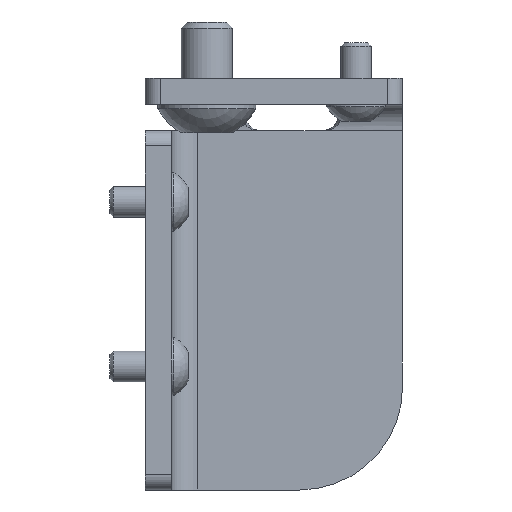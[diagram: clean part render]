
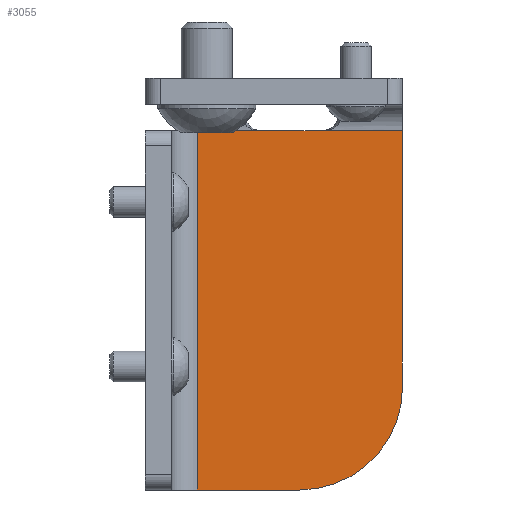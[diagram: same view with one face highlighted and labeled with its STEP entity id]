
A CAD part, left-side view. The second image highlights one B-rep face of the part: STEP entity #3055.
In plain terms, the highlighted face is planar.
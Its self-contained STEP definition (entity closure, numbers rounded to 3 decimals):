
#212=PLANE('',#3445);
#445=LINE('',#5353,#673);
#458=LINE('',#5552,#686);
#459=LINE('',#5557,#687);
#476=LINE('',#5610,#704);
#479=LINE('',#5618,#707);
#480=LINE('',#5622,#708);
#673=VECTOR('',#4225,10.);
#686=VECTOR('',#4262,10.);
#687=VECTOR('',#4269,10.);
#704=VECTOR('',#4336,10.);
#707=VECTOR('',#4345,10.);
#708=VECTOR('',#4350,10.);
#953=FACE_OUTER_BOUND('',#1181,.T.);
#1181=EDGE_LOOP('',(#2789,#2790,#2791,#2792,#2793,#2794,#2795));
#1331=CIRCLE('',#3446,10.);
#1565=VERTEX_POINT('',#5350);
#1566=VERTEX_POINT('',#5352);
#1580=VERTEX_POINT('',#5551);
#1581=VERTEX_POINT('',#5555);
#1592=VERTEX_POINT('',#5601);
#1594=VERTEX_POINT('',#5616);
#1595=VERTEX_POINT('',#5620);
#1940=EDGE_CURVE('',#1565,#1566,#445,.T.);
#1967=EDGE_CURVE('',#1566,#1580,#458,.T.);
#1970=EDGE_CURVE('',#1581,#1565,#459,.T.);
#1998=EDGE_CURVE('',#1592,#1581,#476,.T.);
#2001=EDGE_CURVE('',#1594,#1592,#479,.T.);
#2002=EDGE_CURVE('',#1595,#1594,#1331,.T.);
#2003=EDGE_CURVE('',#1580,#1595,#480,.T.);
#2789=ORIENTED_EDGE('',*,*,#1998,.F.);
#2790=ORIENTED_EDGE('',*,*,#2001,.F.);
#2791=ORIENTED_EDGE('',*,*,#2002,.F.);
#2792=ORIENTED_EDGE('',*,*,#2003,.F.);
#2793=ORIENTED_EDGE('',*,*,#1967,.F.);
#2794=ORIENTED_EDGE('',*,*,#1940,.F.);
#2795=ORIENTED_EDGE('',*,*,#1970,.F.);
#3055=ADVANCED_FACE('',(#953),#212,.F.);
#3445=AXIS2_PLACEMENT_3D('',#5619,#4346,#4347);
#3446=AXIS2_PLACEMENT_3D('',#5621,#4348,#4349);
#4225=DIRECTION('',(0.,-1.,0.));
#4262=DIRECTION('',(0.,-1.,0.));
#4269=DIRECTION('',(0.,-1.,0.));
#4336=DIRECTION('',(0.,0.,-1.));
#4345=DIRECTION('',(0.,1.,0.));
#4346=DIRECTION('center_axis',(-1.,0.,0.));
#4347=DIRECTION('ref_axis',(0.,0.,-1.));
#4348=DIRECTION('center_axis',(-1.,0.,0.));
#4349=DIRECTION('ref_axis',(0.,-1.,0.));
#4350=DIRECTION('',(0.,0.,1.));
#5350=CARTESIAN_POINT('',(2.54,-11.1,5.08));
#5352=CARTESIAN_POINT('',(2.54,-17.4,5.08));
#5353=CARTESIAN_POINT('',(2.54,-6.25,5.08));
#5551=CARTESIAN_POINT('',(2.54,-25.,5.08));
#5552=CARTESIAN_POINT('',(2.54,-6.25,5.08));
#5555=CARTESIAN_POINT('',(2.54,-5.08,5.08));
#5557=CARTESIAN_POINT('',(2.54,-6.25,5.08));
#5601=CARTESIAN_POINT('',(2.54,-5.08,40.));
#5610=CARTESIAN_POINT('',(2.54,-5.08,30.));
#5616=CARTESIAN_POINT('',(2.54,-15.,40.));
#5618=CARTESIAN_POINT('',(2.54,0.,40.));
#5619=CARTESIAN_POINT('Origin',(2.54,-12.5,20.));
#5620=CARTESIAN_POINT('',(2.54,-25.,30.));
#5621=CARTESIAN_POINT('Origin',(2.54,-15.,30.));
#5622=CARTESIAN_POINT('',(2.54,-25.,30.));
